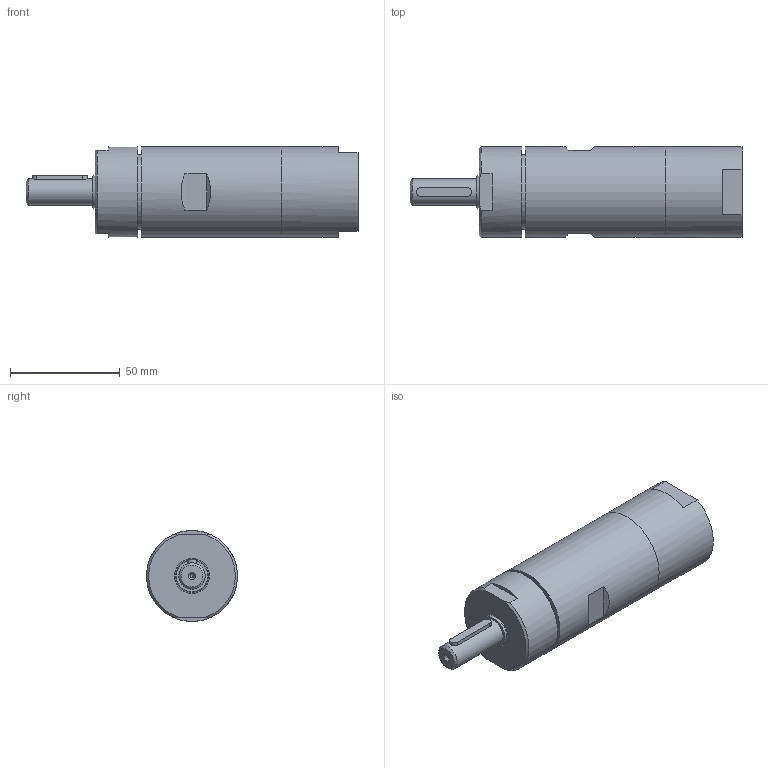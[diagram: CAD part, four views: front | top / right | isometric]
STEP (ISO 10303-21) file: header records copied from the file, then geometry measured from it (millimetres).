
FILE_DESCRIPTION((''),'2;1');
FILE_NAME('MRD 38-9400_29925985.stp','2009-04-16T09:48:03',('rmorof'),(''),'Autodesk Inventor 2008','Autodesk Inventor 2008','');
FILE_SCHEMA(('CONFIG_CONTROL_DESIGN'));
Length unit declared in the file: millimetre
Products named in the file (1): MRD 38-9400_29925985
Bounding box: 151.5 x 41.5 x 41.5 mm (x, y, z)
Volume: 160311.3 mm3; surface area: 22096 mm2
Topology: 1 solids, 1 shells, 54 faces, 119 edges, 78 vertices
Faces by surface type: plane 25, bspline 13, cylinder 10, cone 6
Full cylindrical faces by diameter (mm): 12 x1, 14.95 x1, 16 x1, 33.969 x1, 34.376 x1, 41.5 x3
Entity records: 1582 total; most frequent: CARTESIAN_POINT 474, DIRECTION 208, ORIENTED_EDGE 170, AXIS2_PLACEMENT_3D 88, EDGE_LOOP 87, EDGE_CURVE 85, VERTEX_POINT 66, FACE_OUTER_BOUND 54
